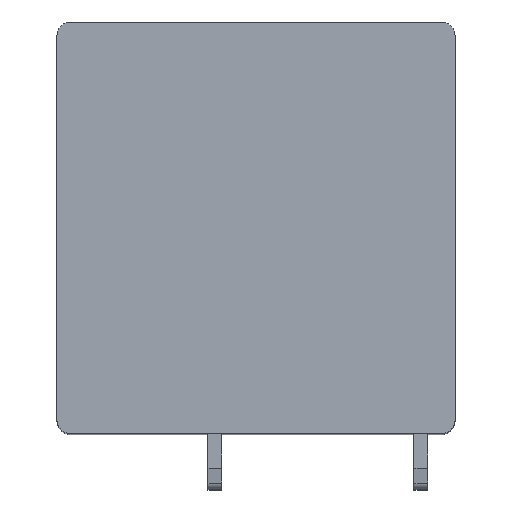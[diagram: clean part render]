
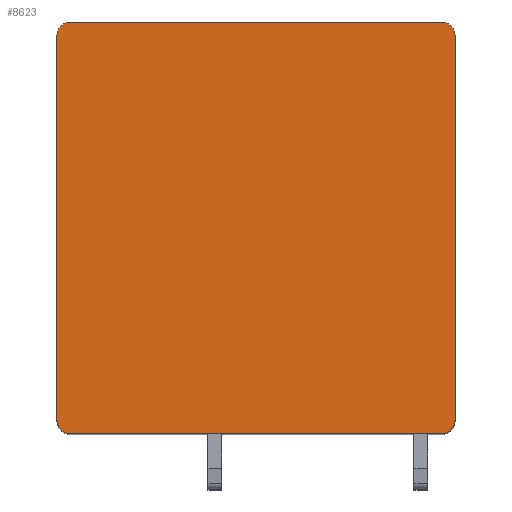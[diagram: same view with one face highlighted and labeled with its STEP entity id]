
A CAD part, top view. The second image highlights one B-rep face of the part: STEP entity #8623.
In plain terms, the highlighted planar face has unit normal (0, 0, 1).
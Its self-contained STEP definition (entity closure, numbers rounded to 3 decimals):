
#2737=CARTESIAN_POINT('',(-13.5,14.,35.));
#2738=DIRECTION('',(0.,0.,1.));
#2739=DIRECTION('',(0.,1.,0.));
#2740=AXIS2_PLACEMENT_3D('',#2737,#2738,#2739);
#2742=DIRECTION('',(-1.,0.,0.));
#2743=VECTOR('',#2742,27.);
#2744=CARTESIAN_POINT('',(13.5,15.,35.));
#2745=LINE('',#2744,#2743);
#2746=CARTESIAN_POINT('',(13.5,14.,35.));
#2747=DIRECTION('',(0.,0.,1.));
#2748=DIRECTION('',(1.,0.,0.));
#2749=AXIS2_PLACEMENT_3D('',#2746,#2747,#2748);
#2751=DIRECTION('',(0.,1.,0.));
#2752=VECTOR('',#2751,28.);
#2753=CARTESIAN_POINT('',(14.5,-14.,35.));
#2754=LINE('',#2753,#2752);
#2755=CARTESIAN_POINT('',(13.5,-14.,35.));
#2756=DIRECTION('',(0.,0.,1.));
#2757=DIRECTION('',(0.,-1.,0.));
#2758=AXIS2_PLACEMENT_3D('',#2755,#2756,#2757);
#2760=DIRECTION('',(1.,0.,0.));
#2761=VECTOR('',#2760,27.);
#2762=CARTESIAN_POINT('',(-13.5,-15.,35.));
#2763=LINE('',#2762,#2761);
#2764=CARTESIAN_POINT('',(-13.5,-14.,35.));
#2765=DIRECTION('',(0.,0.,1.));
#2766=DIRECTION('',(-1.,0.,0.));
#2767=AXIS2_PLACEMENT_3D('',#2764,#2765,#2766);
#2769=DIRECTION('',(0.,-1.,0.));
#2770=VECTOR('',#2769,28.);
#2771=CARTESIAN_POINT('',(-14.5,14.,35.));
#2772=LINE('',#2771,#2770);
#4340=CARTESIAN_POINT('',(-13.5,15.,35.));
#4341=VERTEX_POINT('',#4340);
#4342=CARTESIAN_POINT('',(-14.5,14.,35.));
#4343=VERTEX_POINT('',#4342);
#4348=CARTESIAN_POINT('',(14.5,14.,35.));
#4349=VERTEX_POINT('',#4348);
#4350=CARTESIAN_POINT('',(13.5,15.,35.));
#4351=VERTEX_POINT('',#4350);
#4356=CARTESIAN_POINT('',(-14.5,-14.,35.));
#4357=VERTEX_POINT('',#4356);
#4358=CARTESIAN_POINT('',(-13.5,-15.,35.));
#4359=VERTEX_POINT('',#4358);
#4364=CARTESIAN_POINT('',(13.5,-15.,35.));
#4365=VERTEX_POINT('',#4364);
#4366=CARTESIAN_POINT('',(14.5,-14.,35.));
#4367=VERTEX_POINT('',#4366);
#8608=CARTESIAN_POINT('',(0.,0.,35.));
#8609=DIRECTION('',(0.,0.,1.));
#8610=DIRECTION('',(1.,0.,0.));
#8611=AXIS2_PLACEMENT_3D('',#8608,#8609,#8610);
#8612=PLANE('',#8611);
#8613=ORIENTED_EDGE('',*,*,#4676,.F.);
#8614=ORIENTED_EDGE('',*,*,#4692,.F.);
#8615=ORIENTED_EDGE('',*,*,#5017,.F.);
#8616=ORIENTED_EDGE('',*,*,#5032,.F.);
#8617=ORIENTED_EDGE('',*,*,#5045,.F.);
#8618=ORIENTED_EDGE('',*,*,#5058,.F.);
#8619=ORIENTED_EDGE('',*,*,#7761,.F.);
#8620=ORIENTED_EDGE('',*,*,#7773,.F.);
#8621=EDGE_LOOP('',(#8613,#8614,#8615,#8616,#8617,#8618,#8619,#8620));
#8622=FACE_OUTER_BOUND('',#8621,.F.);
#2741=CIRCLE('',#2740,1.);
#2750=CIRCLE('',#2749,1.);
#2759=CIRCLE('',#2758,1.);
#2768=CIRCLE('',#2767,1.);
#4676=EDGE_CURVE('',#4341,#4343,#2741,.T.);
#4692=EDGE_CURVE('',#4351,#4341,#2745,.T.);
#5017=EDGE_CURVE('',#4349,#4351,#2750,.T.);
#5032=EDGE_CURVE('',#4367,#4349,#2754,.T.);
#5045=EDGE_CURVE('',#4365,#4367,#2759,.T.);
#5058=EDGE_CURVE('',#4359,#4365,#2763,.T.);
#7761=EDGE_CURVE('',#4357,#4359,#2768,.T.);
#7773=EDGE_CURVE('',#4343,#4357,#2772,.T.);
#8623=ADVANCED_FACE('',(#8622),#8612,.T.);
